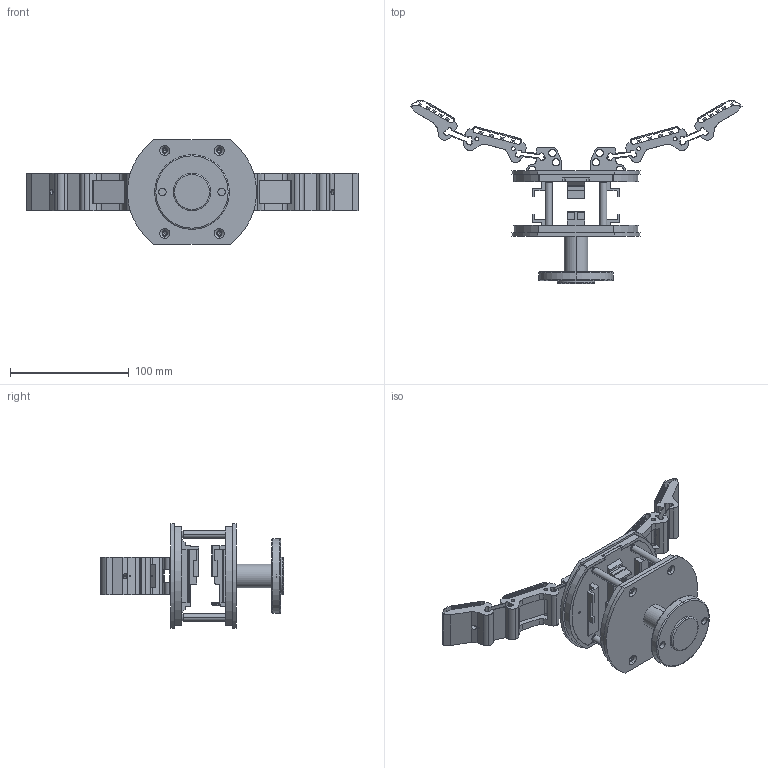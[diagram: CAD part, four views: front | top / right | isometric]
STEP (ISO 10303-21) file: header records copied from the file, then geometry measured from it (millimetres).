
FILE_DESCRIPTION (( 'STEP AP203' ), '1' );
FILE_NAME ('×°ÅäÌå1.STEP', '2022-04-02T11:31:34', ( '' ), ( '' ), 'SwSTEP 2.0', 'SolidWorks 2020', '' );
FILE_SCHEMA (( 'CONFIG_CONTROL_DESIGN' ));
Length unit declared in the file: millimetre
Products named in the file (7): 狟菁啣.step; finger_ff_t42_蜊.step; 双头内螺纹圆柱销.step; 標蛈奻蟀諉啣.step; 奻裔啣_2蜊.step; 蚾饜极1; 菁啣_2蜊.step
Assembly tree (10 placements, depth 2):
  蚾饜极1
    菁啣_2蜊.step
    奻裔啣_2蜊.step
    双头内螺纹圆柱销.step  x4
    狟菁啣.step
    標蛈奻蟀諉啣.step
    finger_ff_t42_蜊.step  x2
Bounding box: 280.12 x 154.41 x 88 mm (x, y, z)
Volume: 244926.5 mm3; surface area: 155951.3 mm2
Topology: 10 solids, 10 shells, 1195 faces, 3325 edges, 2160 vertices
Faces by surface type: plane 717, cylinder 388, cone 64, torus 14, sphere 12
Entity records: 25345 total; most frequent: CARTESIAN_POINT 4519, ORIENTED_EDGE 4182, DIRECTION 4175, EDGE_CURVE 2091, VECTOR 1493, LINE 1493, VERTEX_POINT 1370, AXIS2_PLACEMENT_3D 1341
